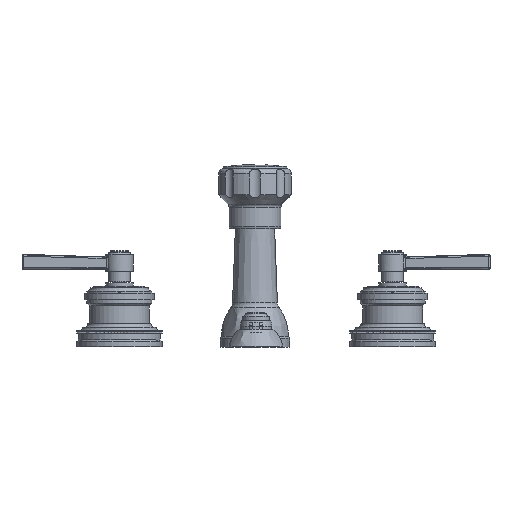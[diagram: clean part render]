
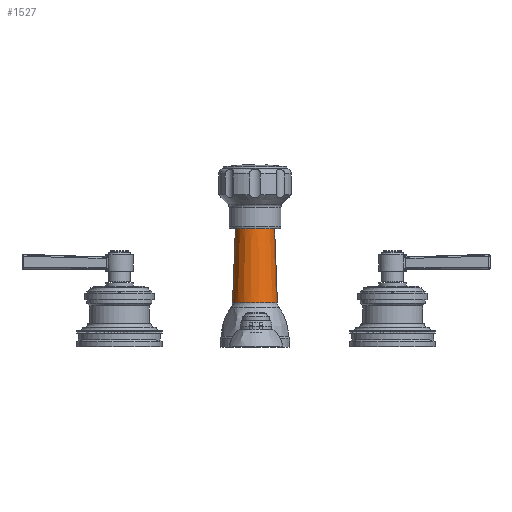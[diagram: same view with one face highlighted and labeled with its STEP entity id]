
A CAD part, top view. The second image highlights one B-rep face of the part: STEP entity #1527.
In plain terms, the highlighted conical face has half-angle 2.15 degrees and reference radius 15.652 mm.
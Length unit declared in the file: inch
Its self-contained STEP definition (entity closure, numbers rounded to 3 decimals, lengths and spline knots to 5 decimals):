
#772=CARTESIAN_POINT('',(-0.03005,3.468,-9.002));
#773=DIRECTION('',(0.,-1.,0.));
#774=DIRECTION('',(1.,0.,0.));
#775=AXIS2_PLACEMENT_3D('',#772,#773,#774);
#782=DIRECTION('',(0.038,0.999,0.));
#783=VECTOR('',#782,2.16618);
#784=CARTESIAN_POINT('',(-0.68692,1.30334,
-9.002));
#785=LINE('',#784,#783);
#786=DIRECTION('',(-0.038,0.999,0.));
#787=VECTOR('',#786,2.16618);
#788=CARTESIAN_POINT('',(0.62682,1.30334,-9.002));
#789=LINE('',#788,#787);
#805=CARTESIAN_POINT('',(-0.03005,1.30334,-9.002));
#806=DIRECTION('',(0.,-1.,0.));
#807=DIRECTION('',(1.,0.,0.));
#808=AXIS2_PLACEMENT_3D('',#805,#806,#807);
#900=CARTESIAN_POINT('',(-0.68692,1.30334,-9.002));
#901=CARTESIAN_POINT('',(0.62682,1.30334,-9.002));
#902=VERTEX_POINT('',#900);
#903=VERTEX_POINT('',#901);
#994=CARTESIAN_POINT('',(0.54554,3.468,-9.002));
#995=CARTESIAN_POINT('',(-0.60564,3.468,-9.002));
#996=VERTEX_POINT('',#994);
#997=VERTEX_POINT('',#995);
#1513=CARTESIAN_POINT('',(-0.03005,2.38567,-9.002));
#1514=DIRECTION('',(0.,-1.,0.));
#1515=DIRECTION('',(-1.,0.,0.));
#1516=AXIS2_PLACEMENT_3D('',#1513,#1514,#1515);
#1517=CONICAL_SURFACE('',#1516,0.61623,2.15);
#1518=ORIENTED_EDGE('',*,*,#1506,.F.);
#1520=ORIENTED_EDGE('',*,*,#1519,.F.);
#1522=ORIENTED_EDGE('',*,*,#1521,.T.);
#1524=ORIENTED_EDGE('',*,*,#1523,.T.);
#1525=EDGE_LOOP('',(#1518,#1520,#1522,#1524));
#1526=FACE_OUTER_BOUND('',#1525,.F.);
#1527=ADVANCED_FACE('',(#1526),#1517,.T.);
#776=CIRCLE('',#775,0.57559);
#809=CIRCLE('',#808,0.65687);
#1506=EDGE_CURVE('',#996,#997,#776,.T.);
#1519=EDGE_CURVE('',#903,#996,#789,.T.);
#1521=EDGE_CURVE('',#903,#902,#809,.T.);
#1523=EDGE_CURVE('',#902,#997,#785,.T.);
